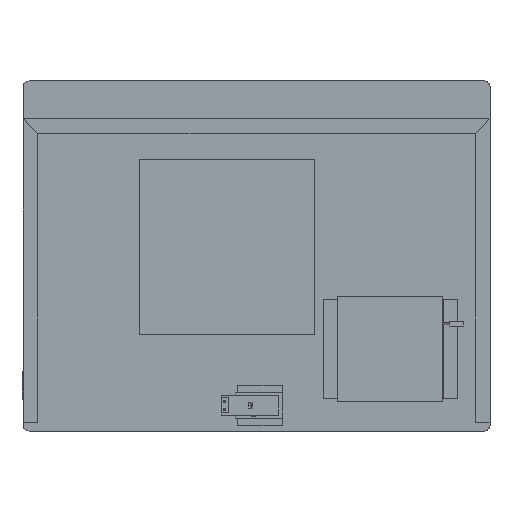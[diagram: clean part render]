
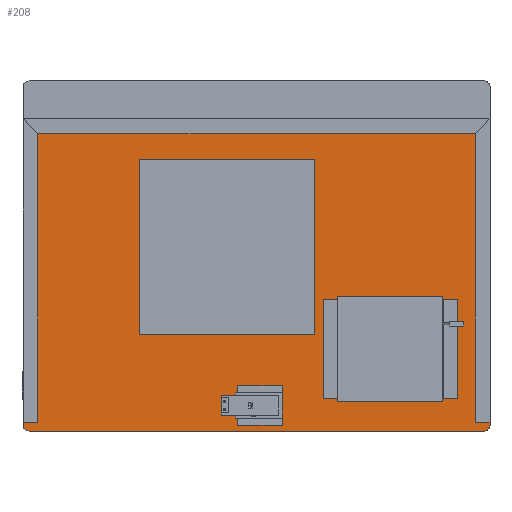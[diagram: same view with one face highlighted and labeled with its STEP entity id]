
A CAD part, front view. The second image highlights one B-rep face of the part: STEP entity #208.
In plain terms, the highlighted planar face has unit normal (0, -1, 0).
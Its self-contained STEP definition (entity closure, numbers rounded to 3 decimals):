
#1=CARTESIAN_POINT('',(-390.,0.,-290.));
#2=DIRECTION('',(0.,1.,0.));
#3=DIRECTION('',(0.,0.,-1.));
#4=AXIS2_PLACEMENT_3D('',#1,#2,#3);
#6=CARTESIAN_POINT('',(-390.,0.,290.));
#7=DIRECTION('',(0.,1.,0.));
#8=DIRECTION('',(-1.,0.,0.));
#9=AXIS2_PLACEMENT_3D('',#6,#7,#8);
#11=CARTESIAN_POINT('',(390.,0.,290.));
#12=DIRECTION('',(0.,1.,0.));
#13=DIRECTION('',(0.,0.,1.));
#14=AXIS2_PLACEMENT_3D('',#11,#12,#13);
#16=CARTESIAN_POINT('',(390.,0.,-290.));
#17=DIRECTION('',(0.,1.,0.));
#18=DIRECTION('',(1.,0.,0.));
#19=AXIS2_PLACEMENT_3D('',#16,#17,#18);
#29=DIRECTION('',(1.,0.,0.));
#30=VECTOR('',#29,780.);
#31=CARTESIAN_POINT('',(-390.,0.,-300.));
#32=LINE('',#31,#30);
#41=DIRECTION('',(0.,0.,1.));
#42=VECTOR('',#41,580.);
#43=CARTESIAN_POINT('',(400.,0.,-290.));
#44=LINE('',#43,#42);
#57=DIRECTION('',(-1.,0.,0.));
#58=VECTOR('',#57,780.);
#59=CARTESIAN_POINT('',(390.,0.,300.));
#60=LINE('',#59,#58);
#82=DIRECTION('',(0.,0.,-1.));
#83=VECTOR('',#82,580.);
#84=CARTESIAN_POINT('',(-400.,0.,290.));
#85=LINE('',#84,#83);
#141=CARTESIAN_POINT('',(-390.,0.,-300.));
#142=CARTESIAN_POINT('',(-400.,0.,-290.));
#143=VERTEX_POINT('',#141);
#144=VERTEX_POINT('',#142);
#145=CARTESIAN_POINT('',(-400.,0.,290.));
#146=VERTEX_POINT('',#145);
#147=CARTESIAN_POINT('',(-390.,0.,300.));
#148=VERTEX_POINT('',#147);
#149=CARTESIAN_POINT('',(390.,0.,300.));
#150=VERTEX_POINT('',#149);
#151=CARTESIAN_POINT('',(400.,0.,290.));
#152=VERTEX_POINT('',#151);
#153=CARTESIAN_POINT('',(400.,0.,-290.));
#154=VERTEX_POINT('',#153);
#155=CARTESIAN_POINT('',(390.,0.,-300.));
#156=VERTEX_POINT('',#155);
#185=CARTESIAN_POINT('',(0.,0.,0.));
#186=DIRECTION('',(0.,1.,0.));
#187=DIRECTION('',(1.,0.,0.));
#188=AXIS2_PLACEMENT_3D('',#185,#186,#187);
#189=PLANE('',#188);
#191=ORIENTED_EDGE('',*,*,#190,.T.);
#193=ORIENTED_EDGE('',*,*,#192,.F.);
#195=ORIENTED_EDGE('',*,*,#194,.T.);
#197=ORIENTED_EDGE('',*,*,#196,.F.);
#199=ORIENTED_EDGE('',*,*,#198,.T.);
#201=ORIENTED_EDGE('',*,*,#200,.F.);
#203=ORIENTED_EDGE('',*,*,#202,.T.);
#205=ORIENTED_EDGE('',*,*,#204,.F.);
#206=EDGE_LOOP('',(#191,#193,#195,#197,#199,#201,#203,#205));
#207=FACE_OUTER_BOUND('',#206,.F.);
#5=CIRCLE('',#4,10.);
#10=CIRCLE('',#9,10.);
#15=CIRCLE('',#14,10.);
#20=CIRCLE('',#19,10.);
#190=EDGE_CURVE('',#143,#144,#5,.T.);
#192=EDGE_CURVE('',#146,#144,#85,.T.);
#194=EDGE_CURVE('',#146,#148,#10,.T.);
#196=EDGE_CURVE('',#150,#148,#60,.T.);
#198=EDGE_CURVE('',#150,#152,#15,.T.);
#200=EDGE_CURVE('',#154,#152,#44,.T.);
#202=EDGE_CURVE('',#154,#156,#20,.T.);
#204=EDGE_CURVE('',#143,#156,#32,.T.);
#208=ADVANCED_FACE('',(#207),#189,.F.);
